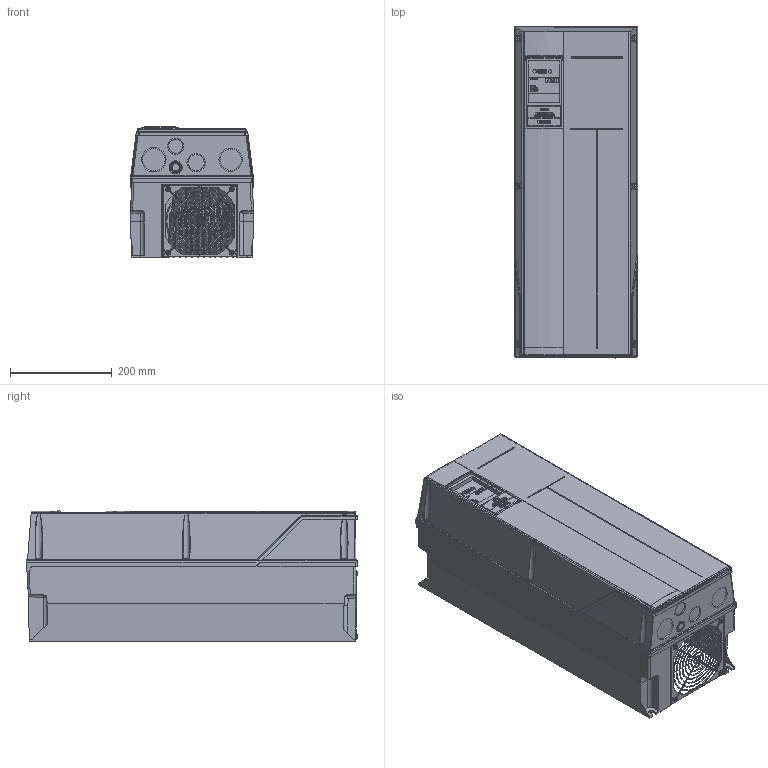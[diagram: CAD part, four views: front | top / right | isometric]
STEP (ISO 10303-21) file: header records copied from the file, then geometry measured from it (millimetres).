
FILE_DESCRIPTION (( 'STEP AP214' ), '1' );
FILE_NAME ('3D ìîäåëü Ï×Â3-6-54.STEP', '2017-05-24T16:59:28', ( '' ), ( '' ), 'SwSTEP 2.0', 'SolidWorks 2014', '' );
FILE_SCHEMA (( 'AUTOMOTIVE_DESIGN' ));
Length unit declared in the file: millimetre
Products named in the file (8): pan head cross recess screw_din_ISO 7045 - M5 x 20 - Z --- 20N; pan head cross recess screw_din_ISO 7045 - M4 x 8 - Z --- 8N; 凎鷿襚趌6; ﾊ濱湜跫_2 ﾏﾗﾂ3-6-54; ﾊ濱湜跫 ﾏﾗﾂ3-6-54_00; Ïåðåäíÿÿ êðûøêà Ï×Â3-6-54_00; Êîðïóñ Ï×Â3-6-54; 3D ìîäåëü Ï×Â3-6-54
Assembly tree (15 placements, depth 2):
  3D ìîäåëü Ï×Â3-6-54
    Êîðïóñ Ï×Â3-6-54
    Ïåðåäíÿÿ êðûøêà Ï×Â3-6-54_00
    ﾊ濱湜跫 ﾏﾗﾂ3-6-54_00
    ﾊ濱湜跫_2 ﾏﾗﾂ3-6-54
    凎鷿襚趌6
    pan head cross recess screw_din_ISO 7045 - M4 x 8 - Z --- 8N  x4
    pan head cross recess screw_din_ISO 7045 - M5 x 20 - Z --- 20N  x6
Bounding box: 242.03 x 652.04 x 258.99 mm (x, y, z)
Volume: 14656084.1 mm3; surface area: 2464722.4 mm2
Topology: 24 solids, 24 shells, 4062 faces, 10497 edges, 6585 vertices
Faces by surface type: plane 1643, cylinder 848, bspline 794, torus 397, cone 334, sphere 46
Entity records: 179577 total; most frequent: CARTESIAN_POINT 80695, ORIENTED_EDGE 19550, DIRECTION 15119, EDGE_CURVE 9775, VERTEX_POINT 6177, AXIS2_PLACEMENT_3D 5334, LINE 4451, VECTOR 4451
